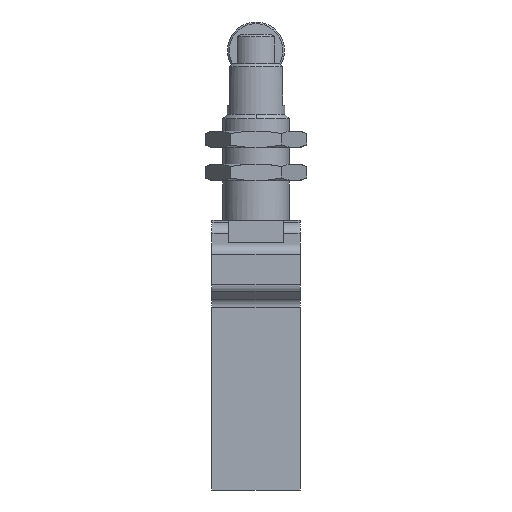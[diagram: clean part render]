
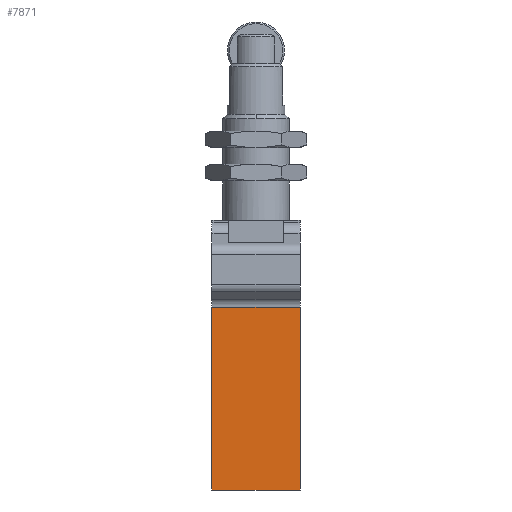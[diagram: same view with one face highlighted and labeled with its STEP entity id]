
A CAD part, left-side view. The second image highlights one B-rep face of the part: STEP entity #7871.
In plain terms, the highlighted planar face has unit normal (-1, 0, 0).
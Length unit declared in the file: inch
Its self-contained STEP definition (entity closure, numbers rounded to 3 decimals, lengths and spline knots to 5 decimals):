
#342 = FACE_OUTER_BOUND ( 'NONE', #7919, .T. ) ;
#463 = CARTESIAN_POINT ( 'NONE',  ( -0.59055, 0., -0.26687 ) ) ;
#1275 = VERTEX_POINT ( 'NONE', #5262 ) ;
#1533 = DIRECTION ( 'NONE',  ( 0., 0., 1. ) ) ;
#1553 = EDGE_CURVE ( 'NONE', #6473, #4290, #3369, .T. ) ;
#1577 = VECTOR ( 'NONE', #4318, 39.37008 ) ;
#2186 = CARTESIAN_POINT ( 'NONE',  ( -0.59055, 0., -1.5748 ) ) ;
#2364 = CARTESIAN_POINT ( 'NONE',  ( -0.59055, -0.62992, -0.61024 ) ) ;
#2915 = PLANE ( 'NONE',  #7179 ) ;
#3205 = EDGE_CURVE ( 'NONE', #1275, #3882, #4049, .T. ) ;
#3210 = VECTOR ( 'NONE', #8332, 39.37008 ) ;
#3213 = ORIENTED_EDGE ( 'NONE', *, *, #3205, .T. ) ;
#3335 = ORIENTED_EDGE ( 'NONE', *, *, #3695, .T. ) ;
#3369 = LINE ( 'NONE', #6991, #1577 ) ;
#3462 = CARTESIAN_POINT ( 'NONE',  ( -0.59055, -0.62992, -0.26687 ) ) ;
#3695 = EDGE_CURVE ( 'NONE', #3882, #6473, #6285, .T. ) ;
#3882 = VERTEX_POINT ( 'NONE', #3462 ) ;
#3931 = CARTESIAN_POINT ( 'NONE',  ( -0.59055, 0., -1.5748 ) ) ;
#3951 = ORIENTED_EDGE ( 'NONE', *, *, #1553, .T. ) ;
#4049 = LINE ( 'NONE', #2364, #3210 ) ;
#4290 = VERTEX_POINT ( 'NONE', #3931 ) ;
#4318 = DIRECTION ( 'NONE',  ( 0., 0., -1. ) ) ;
#4492 = VECTOR ( 'NONE', #6120, 39.37008 ) ;
#5262 = CARTESIAN_POINT ( 'NONE',  ( -0.59055, -0.62992, -1.5748 ) ) ;
#5319 = ORIENTED_EDGE ( 'NONE', *, *, #7787, .T. ) ;
#5579 = DIRECTION ( 'NONE',  ( -1., 0., 0. ) ) ;
#5942 = VECTOR ( 'NONE', #7405, 39.37008 ) ;
#6120 = DIRECTION ( 'NONE',  ( 0., 1., 0. ) ) ;
#6285 = LINE ( 'NONE', #6729, #4492 ) ;
#6473 = VERTEX_POINT ( 'NONE', #463 ) ;
#6729 = CARTESIAN_POINT ( 'NONE',  ( -0.59055, 0., -0.26687 ) ) ;
#6991 = CARTESIAN_POINT ( 'NONE',  ( -0.59055, 0., -1.5748 ) ) ;
#7179 = AXIS2_PLACEMENT_3D ( 'NONE', #2186, #5579, #1533 ) ;
#7405 = DIRECTION ( 'NONE',  ( 0., -1., 0. ) ) ;
#7787 = EDGE_CURVE ( 'NONE', #4290, #1275, #8231, .T. ) ;
#7871 = ADVANCED_FACE ( 'NONE', ( #342 ), #2915, .T. ) ;
#7919 = EDGE_LOOP ( 'NONE', ( #5319, #3213, #3335, #3951 ) ) ;
#8123 = CARTESIAN_POINT ( 'NONE',  ( -0.59055, 0., -1.5748 ) ) ;
#8231 = LINE ( 'NONE', #8123, #5942 ) ;
#8332 = DIRECTION ( 'NONE',  ( 0., 0., 1. ) ) ;
